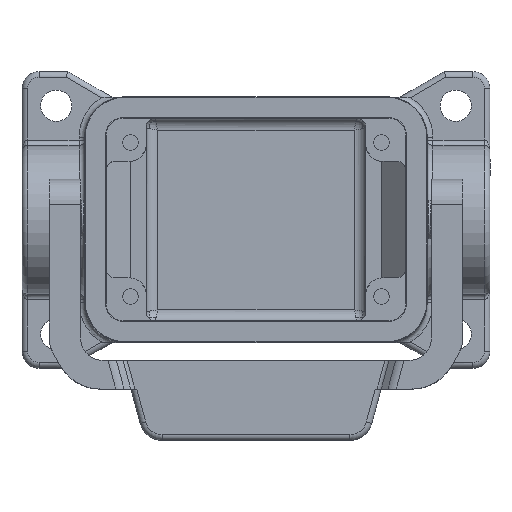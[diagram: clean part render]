
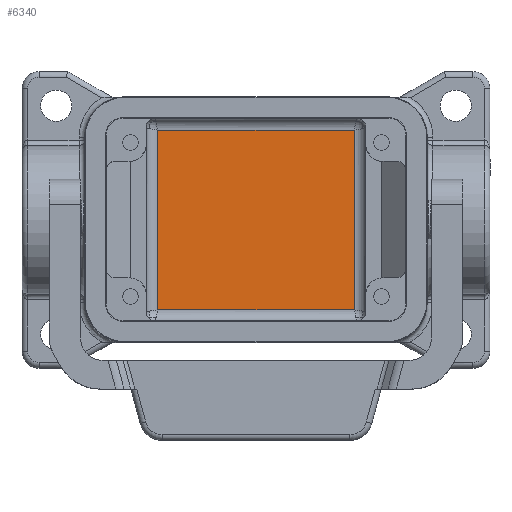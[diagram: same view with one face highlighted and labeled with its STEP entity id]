
A CAD part, top view. The second image highlights one B-rep face of the part: STEP entity #6340.
In plain terms, the highlighted planar face has unit normal (0, 0, 1).
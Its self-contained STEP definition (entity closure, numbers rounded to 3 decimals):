
#5950=CARTESIAN_POINT('',(0.,0.,4.));
#5960=DIRECTION('',(0.,-0.,1.));
#5970=DIRECTION('',(0.,1.,0.));
#5980=AXIS2_PLACEMENT_3D('',#5950,#5960,#5970);
#5990=PLANE('',#5980);
#6000=CARTESIAN_POINT('',(15.75,0.,4.));
#6010=DIRECTION('',(0.,-1.,0.));
#6020=VECTOR('',#6010,1.);
#6030=LINE('',#6000,#6020);
#6040=CARTESIAN_POINT('',(15.75,34.,4.));
#6050=VERTEX_POINT('',#6040);
#6060=CARTESIAN_POINT('',(15.75,-0.5,4.));
#6070=VERTEX_POINT('',#6060);
#6080=EDGE_CURVE('',#6050,#6070,#6030,.T.);
#6090=ORIENTED_EDGE('',*,*,#6080,.F.);
#6100=CARTESIAN_POINT('',(0.,-0.5,4.));
#6110=DIRECTION('',(1.,0.,0.));
#6120=VECTOR('',#6110,1.);
#6130=LINE('',#6100,#6120);
#6140=CARTESIAN_POINT('',(-15.75,-0.5,4.));
#6150=VERTEX_POINT('',#6140);
#6160=EDGE_CURVE('',#6150,#6070,#6130,.T.);
#6170=ORIENTED_EDGE('',*,*,#6160,.T.);
#6180=CARTESIAN_POINT('',(-15.75,0.,4.));
#6190=DIRECTION('',(0.,1.,0.));
#6200=VECTOR('',#6190,1.);
#6210=LINE('',#6180,#6200);
#6220=CARTESIAN_POINT('',(-15.75,34.,4.));
#6230=VERTEX_POINT('',#6220);
#6240=EDGE_CURVE('',#6150,#6230,#6210,.T.);
#6250=ORIENTED_EDGE('',*,*,#6240,.F.);
#6260=CARTESIAN_POINT('',(0.,34.,4.));
#6270=DIRECTION('',(1.,0.,0.));
#6280=VECTOR('',#6270,1.);
#6290=LINE('',#6260,#6280);
#6300=EDGE_CURVE('',#6230,#6050,#6290,.T.);
#6310=ORIENTED_EDGE('',*,*,#6300,.F.);
#6320=EDGE_LOOP('',(#6310,#6250,#6170,#6090));
#6330=FACE_OUTER_BOUND('',#6320,.T.);
#6340=ADVANCED_FACE('',(#6330),#5990,.T.);
